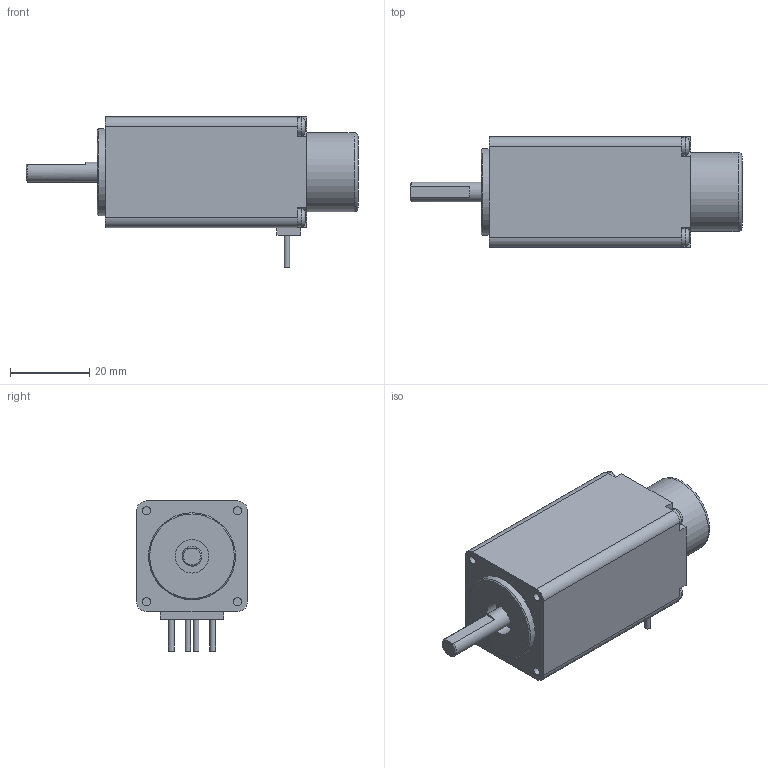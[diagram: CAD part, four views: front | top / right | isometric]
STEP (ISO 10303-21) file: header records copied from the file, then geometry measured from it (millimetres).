
FILE_DESCRIPTION(/* description */ (''),/* implementation_level */ '2;1');
FILE_NAME(/* name */ 'QSH2818-51 v1.step',/* time_stamp */ '2019-05-09T10:58:42+02:00',/* author */ ('jakob.buesch'),/* organization */ (''),/* preprocessor_version */ 'ST-DEVELOPER v18',/* originating_system */ 'Autodesk Translation Framework v8.2.0.1029',/* authorisation */ '');
FILE_SCHEMA (('AUTOMOTIVE_DESIGN { 1 0 10303 214 3 1 1 }'));
Length unit declared in the file: millimetre
Products named in the file (1): QSH2818-51
Bounding box: 84 x 28 x 38 mm (x, y, z)
Volume: 44719.6 mm3; surface area: 9007.9 mm2
Topology: 1 solids, 2 shells, 81 faces, 194 edges, 136 vertices
Faces by surface type: plane 45, cylinder 28, torus 5, cone 3
Full cylindrical faces by diameter (mm): 1.4 x6, 2.075 x4, 3 x1, 4.5 x4, 5 x1, 8.5 x2, 20 x1, 22 x1
Entity records: 2457 total; most frequent: DIRECTION 452, CARTESIAN_POINT 421, ORIENTED_EDGE 386, EDGE_CURVE 193, AXIS2_PLACEMENT_3D 179, VERTEX_POINT 136, EDGE_LOOP 101, CIRCLE 97
